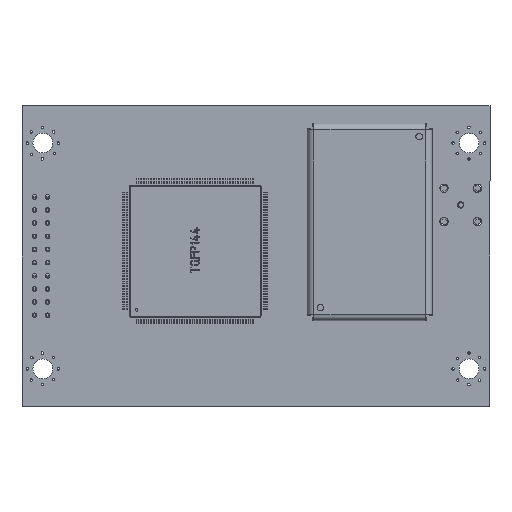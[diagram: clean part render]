
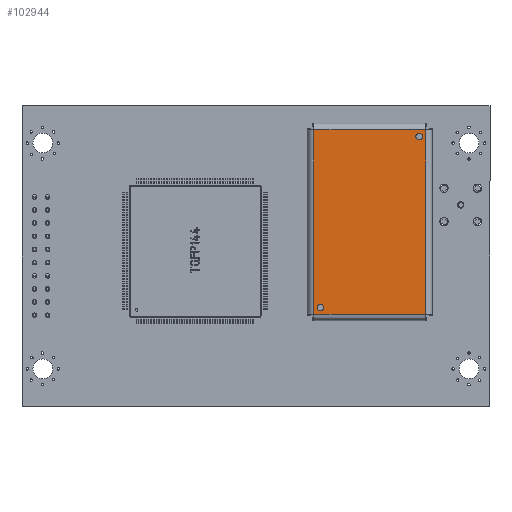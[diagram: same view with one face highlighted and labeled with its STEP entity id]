
A CAD part, left-side view. The second image highlights one B-rep face of the part: STEP entity #102944.
In plain terms, the highlighted planar face has unit normal (-1, 0, 0).
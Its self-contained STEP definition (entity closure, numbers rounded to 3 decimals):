
#3948=LINE('',#144412,#16703);
#3970=LINE('',#144464,#16725);
#3991=LINE('',#144514,#16746);
#4012=LINE('',#144563,#16767);
#16703=VECTOR('',#116991,28.);
#16725=VECTOR('',#117043,17.);
#16746=VECTOR('',#117094,28.);
#16767=VECTOR('',#117145,17.);
#29413=PLANE('',#109190);
#34183=FACE_BOUND('',#40531,.T.);
#34184=FACE_BOUND('',#40532,.T.);
#34586=FACE_OUTER_BOUND('',#40530,.T.);
#40530=EDGE_LOOP('',(#73417,#73418,#73419,#73420));
#40531=EDGE_LOOP('',(#73421));
#40532=EDGE_LOOP('',(#73422));
#46487=CIRCLE('',#109125,0.5);
#46489=CIRCLE('',#109128,0.5);
#48203=VERTEX_POINT('',#144398);
#48205=VERTEX_POINT('',#144403);
#48208=VERTEX_POINT('',#144409);
#48209=VERTEX_POINT('',#144411);
#48224=VERTEX_POINT('',#144463);
#48238=VERTEX_POINT('',#144513);
#58048=EDGE_CURVE('',#48203,#48203,#46487,.T.);
#58050=EDGE_CURVE('',#48205,#48205,#46489,.T.);
#58053=EDGE_CURVE('',#48209,#48208,#3948,.T.);
#58079=EDGE_CURVE('',#48224,#48209,#3970,.T.);
#58104=EDGE_CURVE('',#48238,#48224,#3991,.T.);
#58129=EDGE_CURVE('',#48208,#48238,#4012,.T.);
#73417=ORIENTED_EDGE('',*,*,#58053,.T.);
#73418=ORIENTED_EDGE('',*,*,#58129,.T.);
#73419=ORIENTED_EDGE('',*,*,#58104,.T.);
#73420=ORIENTED_EDGE('',*,*,#58079,.T.);
#73421=ORIENTED_EDGE('',*,*,#58048,.T.);
#73422=ORIENTED_EDGE('',*,*,#58050,.T.);
#102944=ADVANCED_FACE('',(#34586,#34183,#34184),#29413,.F.);
#109125=AXIS2_PLACEMENT_3D('',#144399,#116978,#116979);
#109128=AXIS2_PLACEMENT_3D('',#144404,#116984,#116985);
#109190=AXIS2_PLACEMENT_3D('',#144606,#117192,#117193);
#116978=DIRECTION('center_axis',(1.,0.,0.));
#116979=DIRECTION('ref_axis',(0.,0.,-1.));
#116984=DIRECTION('center_axis',(1.,0.,0.));
#116985=DIRECTION('ref_axis',(0.,0.,-1.));
#116991=DIRECTION('',(0.,1.,0.));
#117043=DIRECTION('',(0.,0.,1.));
#117094=DIRECTION('',(0.,-1.,0.));
#117145=DIRECTION('',(0.,0.,-1.));
#117192=DIRECTION('center_axis',(1.,0.,0.));
#117193=DIRECTION('ref_axis',(0.,0.,-1.));
#144398=CARTESIAN_POINT('',(0.,2.,2.5));
#144399=CARTESIAN_POINT('Origin',(0.,2.,2.));
#144403=CARTESIAN_POINT('',(0.,28.,17.5));
#144404=CARTESIAN_POINT('Origin',(0.,28.,17.));
#144409=CARTESIAN_POINT('',(0.,29.,18.));
#144411=CARTESIAN_POINT('',(0.,1.,18.));
#144412=CARTESIAN_POINT('',(0.,8.,18.));
#144463=CARTESIAN_POINT('',(0.,1.,1.));
#144464=CARTESIAN_POINT('',(0.,1.,5.25));
#144513=CARTESIAN_POINT('',(0.,29.,1.));
#144514=CARTESIAN_POINT('',(0.,22.,1.));
#144563=CARTESIAN_POINT('',(0.,29.,13.75));
#144606=CARTESIAN_POINT('Origin',(0.,15.,9.5));
